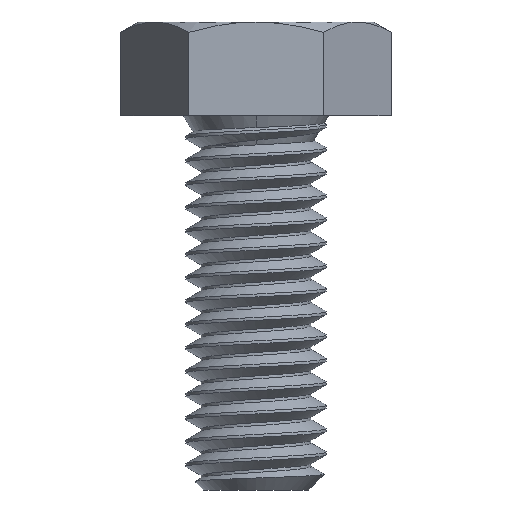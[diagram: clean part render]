
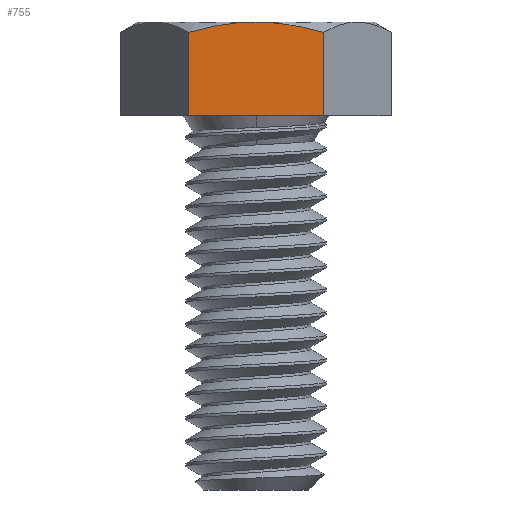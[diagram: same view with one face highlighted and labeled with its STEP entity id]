
A CAD part, left-side view. The second image highlights one B-rep face of the part: STEP entity #755.
In plain terms, the highlighted planar face has unit normal (-1, 0, 0).
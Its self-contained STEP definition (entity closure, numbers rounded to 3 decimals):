
#36 = VECTOR ( 'NONE', #6054, 1000. ) ;
#184 = CARTESIAN_POINT ( 'NONE',  ( -5., -0.973, 9.958 ) ) ;
#193 = B_SPLINE_CURVE_WITH_KNOTS ( 'NONE', 3,
 ( #3791, #6192, #5559, #371, #989, #6101 ),
 .UNSPECIFIED., .F., .F.,
 ( 4, 2, 4 ),
 ( 0.015, 0.017, 0.018 ),
 .UNSPECIFIED. ) ;
#211 = PLANE ( 'NONE',  #4947 ) ;
#371 = CARTESIAN_POINT ( 'NONE',  ( -5., 0.984, 9.957 ) ) ;
#712 = CARTESIAN_POINT ( 'NONE',  ( -5., 0., 10. ) ) ;
#715 = ORIENTED_EDGE ( 'NONE', *, *, #5212, .T. ) ;
#755 = ADVANCED_FACE ( 'NONE', ( #1982 ), #211, .F. ) ;
#989 = CARTESIAN_POINT ( 'NONE',  ( -5., 0.489, 10. ) ) ;
#1255 = ORIENTED_EDGE ( 'NONE', *, *, #7175, .T. ) ;
#1407 = CARTESIAN_POINT ( 'NONE',  ( -5., 2.887, 6. ) ) ;
#1460 = VERTEX_POINT ( 'NONE', #4333 ) ;
#1481 = EDGE_LOOP ( 'NONE', ( #2552, #1255, #715, #5873, #5514 ) ) ;
#1772 = VECTOR ( 'NONE', #2142, 1000. ) ;
#1982 = FACE_OUTER_BOUND ( 'NONE', #1481, .T. ) ;
#2142 = DIRECTION ( 'NONE',  ( 0., 0., -1. ) ) ;
#2490 = VECTOR ( 'NONE', #2999, 1000. ) ;
#2552 = ORIENTED_EDGE ( 'NONE', *, *, #4535, .F. ) ;
#2999 = DIRECTION ( 'NONE',  ( 0., 0., -1. ) ) ;
#3020 = CARTESIAN_POINT ( 'NONE',  ( -5., -2.887, 10. ) ) ;
#3071 = CARTESIAN_POINT ( 'NONE',  ( -5., -0.489, 10. ) ) ;
#3083 = VERTEX_POINT ( 'NONE', #5295 ) ;
#3122 = CARTESIAN_POINT ( 'NONE',  ( -5., -2.887, 9.553 ) ) ;
#3274 = VERTEX_POINT ( 'NONE', #4463 ) ;
#3309 = LINE ( 'NONE', #5058, #1772 ) ;
#3791 = CARTESIAN_POINT ( 'NONE',  ( -5., 2.887, 9.553 ) ) ;
#4011 = CARTESIAN_POINT ( 'NONE',  ( -5., -2.887, 6. ) ) ;
#4069 = VERTEX_POINT ( 'NONE', #5148 ) ;
#4333 = CARTESIAN_POINT ( 'NONE',  ( -5., 2.887, 9.553 ) ) ;
#4463 = CARTESIAN_POINT ( 'NONE',  ( -5., -2.887, 9.553 ) ) ;
#4535 = EDGE_CURVE ( 'NONE', #1460, #4069, #193, .T. ) ;
#4649 = LINE ( 'NONE', #1407, #36 ) ;
#4800 = CARTESIAN_POINT ( 'NONE',  ( -5., -2.417, 9.689 ) ) ;
#4947 = AXIS2_PLACEMENT_3D ( 'NONE', #7076, #5387, #7101 ) ;
#5036 = EDGE_CURVE ( 'NONE', #4069, #3274, #6603, .T. ) ;
#5058 = CARTESIAN_POINT ( 'NONE',  ( -5., 2.887, 10. ) ) ;
#5148 = CARTESIAN_POINT ( 'NONE',  ( -5., 0., 10. ) ) ;
#5212 = EDGE_CURVE ( 'NONE', #3083, #5702, #4649, .T. ) ;
#5295 = CARTESIAN_POINT ( 'NONE',  ( -5., 2.887, 6. ) ) ;
#5387 = DIRECTION ( 'NONE',  ( 1., 0., 0. ) ) ;
#5514 = ORIENTED_EDGE ( 'NONE', *, *, #5036, .F. ) ;
#5559 = CARTESIAN_POINT ( 'NONE',  ( -5., 1.947, 9.8 ) ) ;
#5702 = VERTEX_POINT ( 'NONE', #4011 ) ;
#5853 = EDGE_CURVE ( 'NONE', #3274, #5702, #6755, .T. ) ;
#5873 = ORIENTED_EDGE ( 'NONE', *, *, #5853, .F. ) ;
#6054 = DIRECTION ( 'NONE',  ( 0., -1., 0. ) ) ;
#6101 = CARTESIAN_POINT ( 'NONE',  ( -5., 0., 10. ) ) ;
#6192 = CARTESIAN_POINT ( 'NONE',  ( -5., 2.42, 9.688 ) ) ;
#6603 = B_SPLINE_CURVE_WITH_KNOTS ( 'NONE', 3,
 ( #712, #3071, #184, #7148, #4800, #3122 ),
 .UNSPECIFIED., .F., .F.,
 ( 4, 2, 4 ),
 ( 0.018, 0.02, 0.021 ),
 .UNSPECIFIED. ) ;
#6755 = LINE ( 'NONE', #3020, #2490 ) ;
#7076 = CARTESIAN_POINT ( 'NONE',  ( -5., 2.887, 10. ) ) ;
#7101 = DIRECTION ( 'NONE',  ( 0., 1., 0. ) ) ;
#7148 = CARTESIAN_POINT ( 'NONE',  ( -5., -1.936, 9.803 ) ) ;
#7175 = EDGE_CURVE ( 'NONE', #1460, #3083, #3309, .T. ) ;
